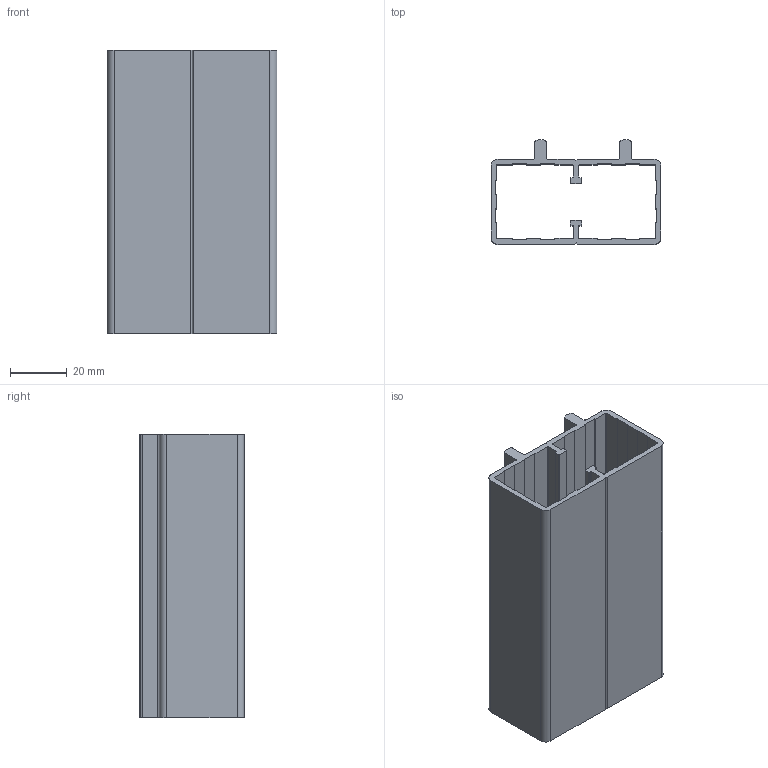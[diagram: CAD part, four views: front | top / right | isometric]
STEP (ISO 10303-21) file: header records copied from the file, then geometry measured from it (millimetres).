
FILE_DESCRIPTION(('STEP AP203'),'2;1');
FILE_NAME('XB16662.stp','2011-02-02T09:57:21',(''),(''),'2009.3.110','THINKDESIGN','');
FILE_SCHEMA(('CONFIG_CONTROL_DESIGN'));
Length unit declared in the file: millimetre
Bounding box: 60 x 37 x 100 mm (x, y, z)
Volume: 40826.5 mm3; surface area: 41307.2 mm2
Topology: 1 solids, 1 shells, 124 faces, 366 edges, 244 vertices
Faces by surface type: plane 90, cylinder 34
Entity records: 4215 total; most frequent: CARTESIAN_POINT 734, ORIENTED_EDGE 732, DIRECTION 682, EDGE_CURVE 366, VECTOR 298, LINE 298, VERTEX_POINT 244, AXIS2_PLACEMENT_3D 192
